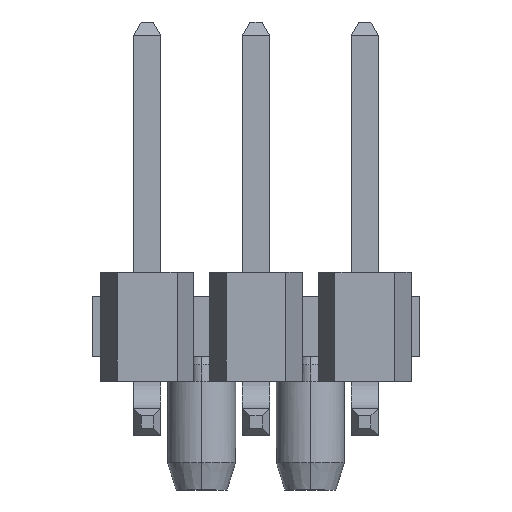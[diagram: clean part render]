
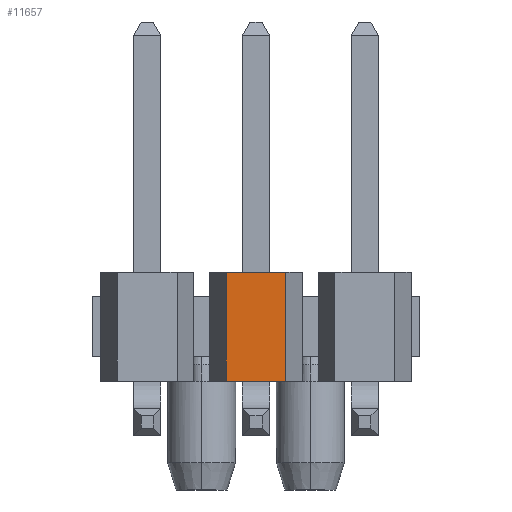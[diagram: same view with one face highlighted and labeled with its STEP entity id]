
A CAD part, front view. The second image highlights one B-rep face of the part: STEP entity #11657.
In plain terms, the highlighted planar face has unit normal (0, -1, 0).
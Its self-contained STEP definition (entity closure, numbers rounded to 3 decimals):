
#1516 = PLANE('',#1517);
#1517 = AXIS2_PLACEMENT_3D('',#1518,#1519,#1520);
#1518 = CARTESIAN_POINT('',(1.08,2.54,1.27));
#1519 = DIRECTION('',(0.,0.,-1.));
#1520 = DIRECTION('',(0.,1.,0.));
#2840 = PLANE('',#2841);
#2841 = AXIS2_PLACEMENT_3D('',#2842,#2843,#2844);
#2842 = CARTESIAN_POINT('',(-0.699,-2.54,3.81));
#2843 = DIRECTION('',(-0.919,-0.394,
    0.));
#2844 = DIRECTION('',(0.394,-0.919,0.
    ));
#2868 = PLANE('',#2869);
#2869 = AXIS2_PLACEMENT_3D('',#2870,#2871,#2872);
#2870 = CARTESIAN_POINT('',(1.08,2.54,3.81));
#2871 = DIRECTION('',(0.,0.,-1.));
#2872 = DIRECTION('',(0.,1.,0.));
#5399 = VERTEX_POINT('',#5400);
#5400 = CARTESIAN_POINT('',(0.699,-2.54,1.27));
#5414 = PLANE('',#5415);
#5415 = AXIS2_PLACEMENT_3D('',#5416,#5417,#5418);
#5416 = CARTESIAN_POINT('',(0.699,-2.54,3.81));
#5417 = DIRECTION('',(-0.919,0.394,
    0.));
#5418 = DIRECTION('',(-0.394,-0.919,
    0.));
#5426 = EDGE_CURVE('',#5427,#5399,#5429,.T.);
#5427 = VERTEX_POINT('',#5428);
#5428 = CARTESIAN_POINT('',(-0.699,-2.54,1.27));
#5429 = SURFACE_CURVE('',#5430,(#5434,#5441),.PCURVE_S1.);
#5430 = LINE('',#5431,#5432);
#5431 = CARTESIAN_POINT('',(-0.699,-2.54,1.27));
#5432 = VECTOR('',#5433,1.);
#5433 = DIRECTION('',(1.,0.,0.));
#5434 = PCURVE('',#1516,#5435);
#5435 = DEFINITIONAL_REPRESENTATION('',(#5436),#5440);
#5436 = LINE('',#5437,#5438);
#5437 = CARTESIAN_POINT('',(-5.08,-1.778));
#5438 = VECTOR('',#5439,1.);
#5439 = DIRECTION('',(0.,1.));
#5440 = ( GEOMETRIC_REPRESENTATION_CONTEXT(2) 
PARAMETRIC_REPRESENTATION_CONTEXT() REPRESENTATION_CONTEXT('2D SPACE',''
  ) );
#5441 = PCURVE('',#5442,#5447);
#5442 = PLANE('',#5443);
#5443 = AXIS2_PLACEMENT_3D('',#5444,#5445,#5446);
#5444 = CARTESIAN_POINT('',(-0.699,-2.54,3.81));
#5445 = DIRECTION('',(0.,1.,0.));
#5446 = DIRECTION('',(-1.,0.,0.));
#5447 = DEFINITIONAL_REPRESENTATION('',(#5448),#5452);
#5448 = LINE('',#5449,#5450);
#5449 = CARTESIAN_POINT('',(0.,-2.54));
#5450 = VECTOR('',#5451,1.);
#5451 = DIRECTION('',(-1.,0.));
#5452 = ( GEOMETRIC_REPRESENTATION_CONTEXT(2) 
PARAMETRIC_REPRESENTATION_CONTEXT() REPRESENTATION_CONTEXT('2D SPACE',''
  ) );
#8610 = VERTEX_POINT('',#8611);
#8611 = CARTESIAN_POINT('',(0.699,-2.54,3.81));
#8632 = EDGE_CURVE('',#8633,#8610,#8635,.T.);
#8633 = VERTEX_POINT('',#8634);
#8634 = CARTESIAN_POINT('',(-0.699,-2.54,3.81));
#8635 = SURFACE_CURVE('',#8636,(#8640,#8647),.PCURVE_S1.);
#8636 = LINE('',#8637,#8638);
#8637 = CARTESIAN_POINT('',(-0.699,-2.54,3.81));
#8638 = VECTOR('',#8639,1.);
#8639 = DIRECTION('',(1.,0.,0.));
#8640 = PCURVE('',#2868,#8641);
#8641 = DEFINITIONAL_REPRESENTATION('',(#8642),#8646);
#8642 = LINE('',#8643,#8644);
#8643 = CARTESIAN_POINT('',(-5.08,-1.778));
#8644 = VECTOR('',#8645,1.);
#8645 = DIRECTION('',(0.,1.));
#8646 = ( GEOMETRIC_REPRESENTATION_CONTEXT(2) 
PARAMETRIC_REPRESENTATION_CONTEXT() REPRESENTATION_CONTEXT('2D SPACE',''
  ) );
#8647 = PCURVE('',#5442,#8648);
#8648 = DEFINITIONAL_REPRESENTATION('',(#8649),#8653);
#8649 = LINE('',#8650,#8651);
#8650 = CARTESIAN_POINT('',(0.,0.));
#8651 = VECTOR('',#8652,1.);
#8652 = DIRECTION('',(-1.,0.));
#8653 = ( GEOMETRIC_REPRESENTATION_CONTEXT(2) 
PARAMETRIC_REPRESENTATION_CONTEXT() REPRESENTATION_CONTEXT('2D SPACE',''
  ) );
#8682 = EDGE_CURVE('',#8633,#5427,#8683,.T.);
#8683 = SURFACE_CURVE('',#8684,(#8688,#8695),.PCURVE_S1.);
#8684 = LINE('',#8685,#8686);
#8685 = CARTESIAN_POINT('',(-0.699,-2.54,3.81));
#8686 = VECTOR('',#8687,1.);
#8687 = DIRECTION('',(0.,0.,-1.));
#8688 = PCURVE('',#2840,#8689);
#8689 = DEFINITIONAL_REPRESENTATION('',(#8690),#8694);
#8690 = LINE('',#8691,#8692);
#8691 = CARTESIAN_POINT('',(0.,0.));
#8692 = VECTOR('',#8693,1.);
#8693 = DIRECTION('',(0.,-1.));
#8694 = ( GEOMETRIC_REPRESENTATION_CONTEXT(2) 
PARAMETRIC_REPRESENTATION_CONTEXT() REPRESENTATION_CONTEXT('2D SPACE',''
  ) );
#8695 = PCURVE('',#5442,#8696);
#8696 = DEFINITIONAL_REPRESENTATION('',(#8697),#8701);
#8697 = LINE('',#8698,#8699);
#8698 = CARTESIAN_POINT('',(0.,0.));
#8699 = VECTOR('',#8700,1.);
#8700 = DIRECTION('',(0.,-1.));
#8701 = ( GEOMETRIC_REPRESENTATION_CONTEXT(2) 
PARAMETRIC_REPRESENTATION_CONTEXT() REPRESENTATION_CONTEXT('2D SPACE',''
  ) );
#11657 = ADVANCED_FACE('',(#11658),#5442,.F.);
#11658 = FACE_BOUND('',#11659,.T.);
#11659 = EDGE_LOOP('',(#11660,#11661,#11682,#11683));
#11660 = ORIENTED_EDGE('',*,*,#5426,.T.);
#11661 = ORIENTED_EDGE('',*,*,#11662,.F.);
#11662 = EDGE_CURVE('',#8610,#5399,#11663,.T.);
#11663 = SURFACE_CURVE('',#11664,(#11668,#11675),.PCURVE_S1.);
#11664 = LINE('',#11665,#11666);
#11665 = CARTESIAN_POINT('',(0.699,-2.54,3.81));
#11666 = VECTOR('',#11667,1.);
#11667 = DIRECTION('',(0.,0.,-1.));
#11668 = PCURVE('',#5442,#11669);
#11669 = DEFINITIONAL_REPRESENTATION('',(#11670),#11674);
#11670 = LINE('',#11671,#11672);
#11671 = CARTESIAN_POINT('',(-1.397,0.));
#11672 = VECTOR('',#11673,1.);
#11673 = DIRECTION('',(0.,-1.));
#11674 = ( GEOMETRIC_REPRESENTATION_CONTEXT(2) 
PARAMETRIC_REPRESENTATION_CONTEXT() REPRESENTATION_CONTEXT('2D SPACE',''
  ) );
#11675 = PCURVE('',#5414,#11676);
#11676 = DEFINITIONAL_REPRESENTATION('',(#11677),#11681);
#11677 = LINE('',#11678,#11679);
#11678 = CARTESIAN_POINT('',(0.,0.));
#11679 = VECTOR('',#11680,1.);
#11680 = DIRECTION('',(0.,-1.));
#11681 = ( GEOMETRIC_REPRESENTATION_CONTEXT(2) 
PARAMETRIC_REPRESENTATION_CONTEXT() REPRESENTATION_CONTEXT('2D SPACE',''
  ) );
#11682 = ORIENTED_EDGE('',*,*,#8632,.F.);
#11683 = ORIENTED_EDGE('',*,*,#8682,.T.);
